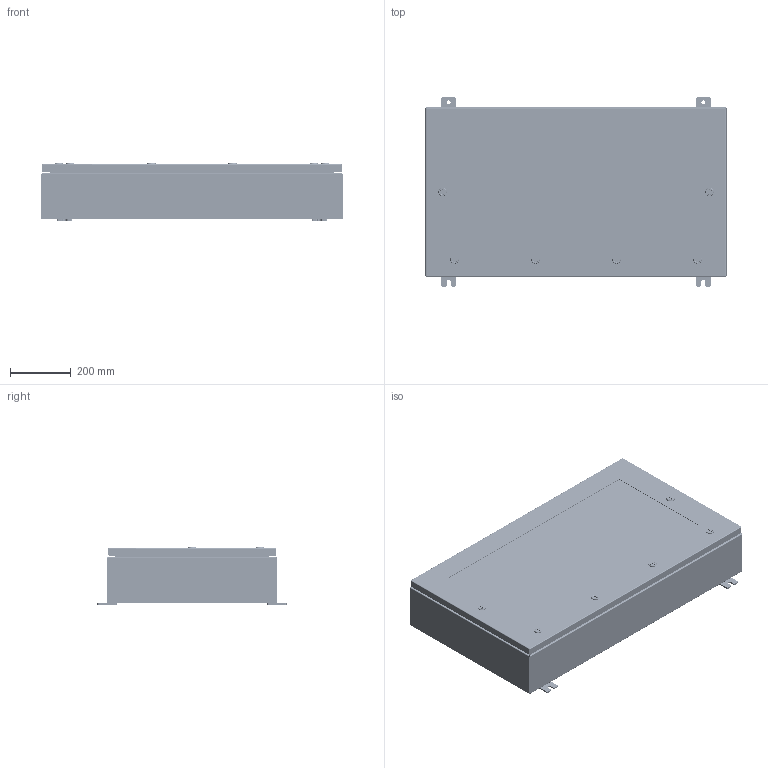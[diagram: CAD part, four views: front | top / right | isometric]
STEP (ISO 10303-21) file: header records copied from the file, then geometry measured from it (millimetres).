
FILE_DESCRIPTION (( 'STEP AP214' ), '1' );
FILE_NAME ('CHDSS6223906VD-STP.STEP', '2016-12-08T20:29:22', ( 'change1' ), ( 'Microsoft' ), 'SwSTEP 2.0', 'SolidWorks 2015', '' );
FILE_SCHEMA (( 'AUTOMOTIVE_DESIGN' ));
Length unit declared in the file: inch
Products named in the file (24): HW-FL-S-25_96659A106; HW-CD-S-25020-012_93190A628; CHDSS6223906VD- Window; CHDSS6223906VD XL800-80-VORNE; CHDSS6223906VD- M-BKT-TOP; CHDSS6223906VD- M-BKT-BTTM; Concealed Hinge Assembly; Concealed Hinge (Pin); Concealed Hinge (Enclosure Side); Concealed Hinge (Cover Side); CHDSS6223906VD- Body; CHDSS6223906VD- Cover; TURN-LTCH ASSY; TURN-LTCH ASSY_OPOSITE; Mirror250-20X.50 NUT-FLT ASSY; HW-CLH-R-095-2845_233015-Allegis; MirrorHW-STD-S-25020_94804A029; HW-CLH-R001-0100; MirrorHW-FL-S-25_96659A106; CHDSS6223906VD- Mounting Feet; MirrorHW-CD-S-25020-012_93190A628; 250-20X.50 NUT-FLT ASSY; CHDSS6223906VD-STP; HW-STD-S-25020_94804A029
Assembly tree (42 placements, depth 3):
  CHDSS6223906VD-STP
    CHDSS6223906VD- Mounting Feet  x4
    TURN-LTCH ASSY_OPOSITE  x2
      HW-CLH-R001-0100
      HW-CLH-R-095-2845_233015-Allegis
    TURN-LTCH ASSY  x4
      HW-CLH-R001-0100
      HW-CLH-R-095-2845_233015-Allegis
    CHDSS6223906VD- Cover
    CHDSS6223906VD- Body
    Concealed Hinge Assembly  x3
      Concealed Hinge (Cover Side)
      Concealed Hinge (Enclosure Side)
      Concealed Hinge (Pin)
    CHDSS6223906VD- M-BKT-BTTM  x2
    CHDSS6223906VD- M-BKT-TOP  x2
    CHDSS6223906VD XL800-80-VORNE
    CHDSS6223906VD- Window
    250-20X.50 NUT-FLT ASSY  x7
      HW-CD-S-25020-012_93190A628
      HW-FL-S-25_96659A106
      HW-STD-S-25020_94804A029
    Mirror250-20X.50 NUT-FLT ASSY
      MirrorHW-CD-S-25020-012_93190A628
      MirrorHW-FL-S-25_96659A106
      MirrorHW-STD-S-25020_94804A029
Bounding box: 990.6 x 622.3 x 189.51 mm (x, y, z)
Volume: 6207513.9 mm3; surface area: 4342406.6 mm2
Topology: 94 solids, 94 shells, 4811 faces, 12379 edges, 7805 vertices
Faces by surface type: cylinder 2118, plane 1344, cone 1204, bspline 104, torus 38, sphere 3
Entity records: 47519 total; most frequent: CARTESIAN_POINT 15165, ORIENTED_EDGE 6634, DIRECTION 6294, EDGE_CURVE 3317, AXIS2_PLACEMENT_3D 2307, VERTEX_POINT 2068, VECTOR 1680, LINE 1680
